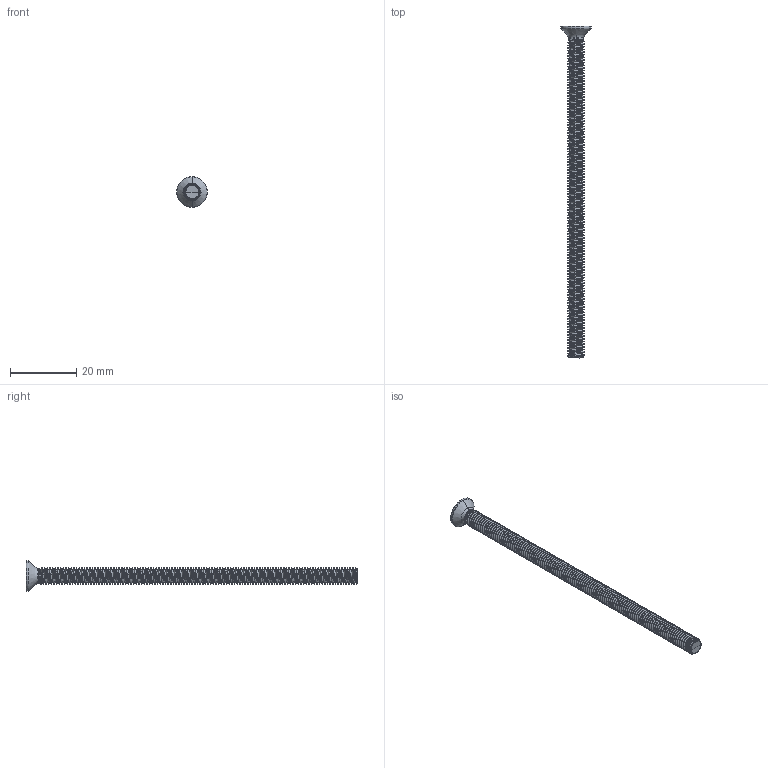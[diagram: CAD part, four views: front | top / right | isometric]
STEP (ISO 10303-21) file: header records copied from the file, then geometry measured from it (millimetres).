
FILE_DESCRIPTION (( 'STEP AP203' ), '1' );
FILE_NAME ('STM410501000.STEP', '2020-12-18T17:38:46', ( '' ), ( '' ), 'SwSTEP 2.0', 'SolidWorks 2015', '' );
FILE_SCHEMA (( 'CONFIG_CONTROL_DESIGN' ));
Length unit declared in the file: millimetre
Products named in the file (2): STM410501000
Bounding box: 9.3 x 100 x 9.3 mm (x, y, z)
Volume: 1661.5 mm3; surface area: 2489.5 mm2
Topology: 1 solids, 1 shells, 313 faces, 902 edges, 590 vertices
Faces by surface type: cylinder 264, bspline 18, cone 15, torus 9, plane 5, sphere 2
Entity records: 53066 total; most frequent: CARTESIAN_POINT 46327, ORIENTED_EDGE 1800, DIRECTION 996, EDGE_CURVE 900, VERTEX_POINT 590, AXIS2_PLACEMENT_3D 359, EDGE_LOOP 314, FACE_OUTER_BOUND 313
